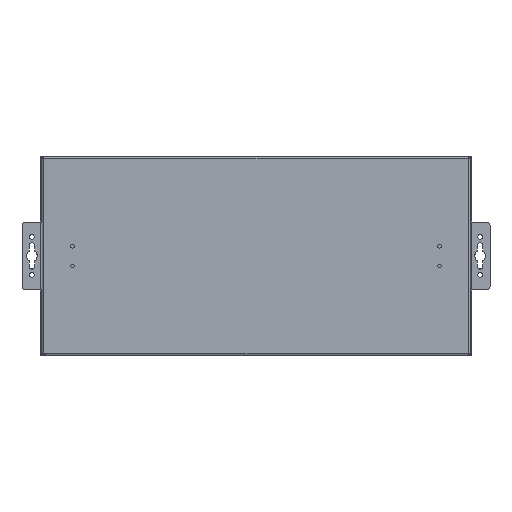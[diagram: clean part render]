
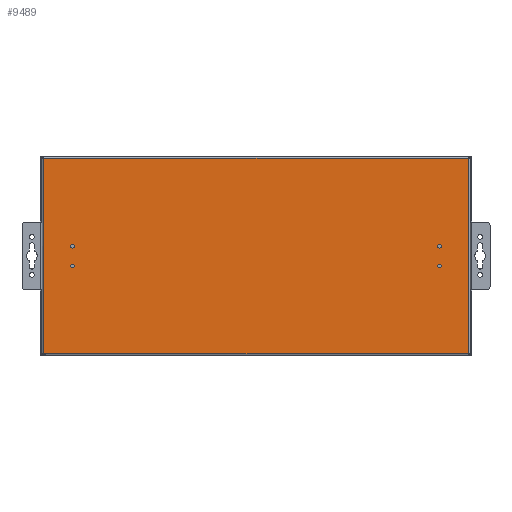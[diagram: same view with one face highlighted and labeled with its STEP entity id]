
A CAD part, front view. The second image highlights one B-rep face of the part: STEP entity #9489.
In plain terms, the highlighted planar face has unit normal (0, -1, 0).
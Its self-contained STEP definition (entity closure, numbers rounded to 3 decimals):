
#107=PLANE('',#10114);
#403=LINE('',#13458,#1253);
#417=LINE('',#13639,#1267);
#419=LINE('',#13651,#1269);
#420=LINE('',#13653,#1270);
#421=LINE('',#13654,#1271);
#1253=VECTOR('',#10934,10.);
#1267=VECTOR('',#10998,10.);
#1269=VECTOR('',#11002,10.);
#1270=VECTOR('',#11003,10.);
#1271=VECTOR('',#11004,10.);
#2287=FACE_BOUND('',#3175,.T.);
#2288=FACE_BOUND('',#3176,.T.);
#2289=FACE_BOUND('',#3177,.T.);
#2290=FACE_BOUND('',#3178,.T.);
#2610=FACE_OUTER_BOUND('',#3174,.T.);
#3174=EDGE_LOOP('',(#6690,#6691,#6692,#6693,#6694));
#3175=EDGE_LOOP('',(#6695));
#3176=EDGE_LOOP('',(#6696));
#3177=EDGE_LOOP('',(#6697));
#3178=EDGE_LOOP('',(#6698));
#4004=CIRCLE('',#10068,1.23);
#4006=CIRCLE('',#10071,1.23);
#4008=CIRCLE('',#10074,1.23);
#4010=CIRCLE('',#10077,1.23);
#4338=VERTEX_POINT('',#13378);
#4340=VERTEX_POINT('',#13383);
#4342=VERTEX_POINT('',#13388);
#4344=VERTEX_POINT('',#13393);
#4357=VERTEX_POINT('',#13455);
#4358=VERTEX_POINT('',#13457);
#4388=VERTEX_POINT('',#13638);
#4390=VERTEX_POINT('',#13650);
#4391=VERTEX_POINT('',#13652);
#5258=EDGE_CURVE('',#4338,#4338,#4004,.T.);
#5260=EDGE_CURVE('',#4340,#4340,#4006,.T.);
#5262=EDGE_CURVE('',#4342,#4342,#4008,.T.);
#5264=EDGE_CURVE('',#4344,#4344,#4010,.T.);
#5277=EDGE_CURVE('',#4358,#4357,#403,.T.);
#5317=EDGE_CURVE('',#4388,#4358,#417,.T.);
#5320=EDGE_CURVE('',#4357,#4390,#419,.T.);
#5321=EDGE_CURVE('',#4390,#4391,#420,.T.);
#5322=EDGE_CURVE('',#4391,#4388,#421,.T.);
#6690=ORIENTED_EDGE('',*,*,#5277,.T.);
#6691=ORIENTED_EDGE('',*,*,#5320,.T.);
#6692=ORIENTED_EDGE('',*,*,#5321,.T.);
#6693=ORIENTED_EDGE('',*,*,#5322,.T.);
#6694=ORIENTED_EDGE('',*,*,#5317,.T.);
#6695=ORIENTED_EDGE('',*,*,#5258,.T.);
#6696=ORIENTED_EDGE('',*,*,#5260,.T.);
#6697=ORIENTED_EDGE('',*,*,#5262,.T.);
#6698=ORIENTED_EDGE('',*,*,#5264,.T.);
#9489=ADVANCED_FACE('',(#2610,#2287,#2288,#2289,#2290),#107,.F.);
#10068=AXIS2_PLACEMENT_3D('',#13379,#10891,#10892);
#10071=AXIS2_PLACEMENT_3D('',#13384,#10897,#10898);
#10074=AXIS2_PLACEMENT_3D('',#13389,#10903,#10904);
#10077=AXIS2_PLACEMENT_3D('',#13394,#10909,#10910);
#10114=AXIS2_PLACEMENT_3D('',#13649,#11000,#11001);
#10891=DIRECTION('center_axis',(0.,1.,0.));
#10892=DIRECTION('ref_axis',(-1.,0.,0.));
#10897=DIRECTION('center_axis',(0.,1.,0.));
#10898=DIRECTION('ref_axis',(-1.,0.,0.));
#10903=DIRECTION('center_axis',(0.,1.,0.));
#10904=DIRECTION('ref_axis',(1.,0.,0.));
#10909=DIRECTION('center_axis',(0.,1.,0.));
#10910=DIRECTION('ref_axis',(1.,0.,0.));
#10934=DIRECTION('',(0.857,0.,-0.515));
#10998=DIRECTION('',(0.,0.,-1.));
#11000=DIRECTION('center_axis',(0.,1.,0.));
#11001=DIRECTION('ref_axis',(0.,0.,1.));
#11002=DIRECTION('',(1.,0.,0.));
#11003=DIRECTION('',(0.,0.,1.));
#11004=DIRECTION('',(-1.,0.,0.));
#13378=CARTESIAN_POINT('',(-121.23,0.,-6.5));
#13379=CARTESIAN_POINT('Origin',(-120.,0.,-6.5));
#13383=CARTESIAN_POINT('',(-121.23,0.,6.5));
#13384=CARTESIAN_POINT('Origin',(-120.,0.,6.5));
#13388=CARTESIAN_POINT('',(121.23,0.,-6.5));
#13389=CARTESIAN_POINT('Origin',(120.,0.,-6.5));
#13393=CARTESIAN_POINT('',(121.23,0.,6.5));
#13394=CARTESIAN_POINT('Origin',(120.,0.,6.5));
#13455=CARTESIAN_POINT('',(-137.566,0.,-63.9));
#13457=CARTESIAN_POINT('',(-138.9,0.,-63.099));
#13458=CARTESIAN_POINT('',(-138.15,0.,-63.549));
#13638=CARTESIAN_POINT('',(-138.9,0.,63.9));
#13639=CARTESIAN_POINT('',(-138.9,0.,31.95));
#13649=CARTESIAN_POINT('Origin',(0.,0.,0.));
#13650=CARTESIAN_POINT('',(138.9,0.,-63.9));
#13651=CARTESIAN_POINT('',(-70.,0.,-63.9));
#13652=CARTESIAN_POINT('',(138.9,0.,63.9));
#13653=CARTESIAN_POINT('',(138.9,0.,-31.95));
#13654=CARTESIAN_POINT('',(70.,0.,63.9));
